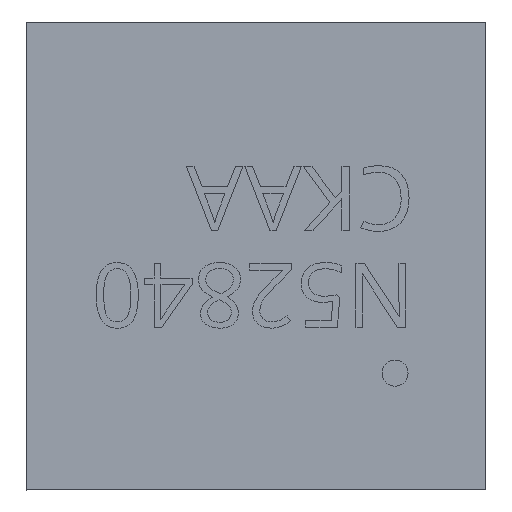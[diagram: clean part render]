
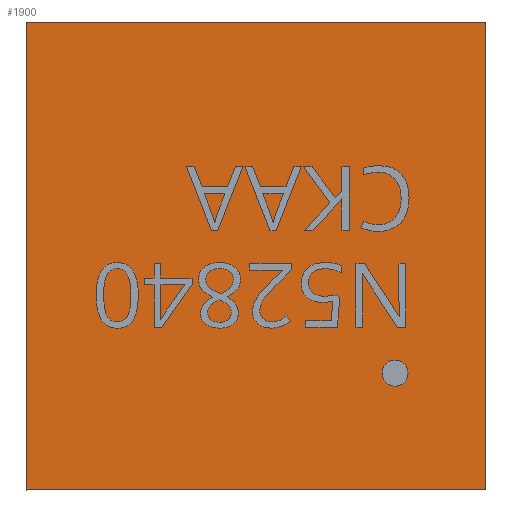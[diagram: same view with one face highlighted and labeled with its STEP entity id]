
A CAD part, top view. The second image highlights one B-rep face of the part: STEP entity #1900.
In plain terms, the highlighted planar face has unit normal (0, 0, 1).
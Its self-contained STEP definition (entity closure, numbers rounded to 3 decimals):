
#159 = VERTEX_POINT ( 'NONE', #10497 ) ;
#274 = LINE ( 'NONE', #2183, #1430 ) ;
#791 = EDGE_CURVE ( 'NONE', #10116, #12239, #3316, .T. ) ;
#1430 = VECTOR ( 'NONE', #9805, 1000. ) ;
#1900 = ADVANCED_FACE ( 'NONE', ( #5775 ), #9771, .T. ) ;
#2183 = CARTESIAN_POINT ( 'NONE',  ( 0., -1.803, 0.473 ) ) ;
#2335 = DIRECTION ( 'NONE',  ( 1., 0., 0. ) ) ;
#2803 = LINE ( 'NONE', #4784, #9205 ) ;
#3316 = LINE ( 'NONE', #11058, #9885 ) ;
#4094 = VECTOR ( 'NONE', #2335, 1000. ) ;
#4236 = VERTEX_POINT ( 'NONE', #11445 ) ;
#4357 = CARTESIAN_POINT ( 'NONE',  ( -1.772, -1.803, 0.473 ) ) ;
#4436 = CARTESIAN_POINT ( 'NONE',  ( 0., 1.803, 0.473 ) ) ;
#4784 = CARTESIAN_POINT ( 'NONE',  ( 1.772, 0., 0.473 ) ) ;
#4919 = EDGE_LOOP ( 'NONE', ( #6169, #9926, #8318, #10444 ) ) ;
#5775 = FACE_OUTER_BOUND ( 'NONE', #4919, .T. ) ;
#6169 = ORIENTED_EDGE ( 'NONE', *, *, #11837, .F. ) ;
#6221 = LINE ( 'NONE', #4436, #4094 ) ;
#6887 = EDGE_CURVE ( 'NONE', #12239, #159, #274, .T. ) ;
#6931 = DIRECTION ( 'NONE',  ( 1., 0., 0. ) ) ;
#7025 = AXIS2_PLACEMENT_3D ( 'NONE', #11474, #10781, #6931 ) ;
#7779 = DIRECTION ( 'NONE',  ( 0., -1., 0. ) ) ;
#8318 = ORIENTED_EDGE ( 'NONE', *, *, #6887, .T. ) ;
#9158 = DIRECTION ( 'NONE',  ( 0., -1., 0. ) ) ;
#9205 = VECTOR ( 'NONE', #7779, 1000. ) ;
#9771 = PLANE ( 'NONE',  #7025 ) ;
#9805 = DIRECTION ( 'NONE',  ( 1., 0., 0. ) ) ;
#9819 = EDGE_CURVE ( 'NONE', #4236, #159, #2803, .T. ) ;
#9885 = VECTOR ( 'NONE', #9158, 1000. ) ;
#9926 = ORIENTED_EDGE ( 'NONE', *, *, #791, .T. ) ;
#10116 = VERTEX_POINT ( 'NONE', #10465 ) ;
#10444 = ORIENTED_EDGE ( 'NONE', *, *, #9819, .F. ) ;
#10465 = CARTESIAN_POINT ( 'NONE',  ( -1.772, 1.803, 0.473 ) ) ;
#10497 = CARTESIAN_POINT ( 'NONE',  ( 1.772, -1.803, 0.473 ) ) ;
#10781 = DIRECTION ( 'NONE',  ( 0., 0., 1. ) ) ;
#11058 = CARTESIAN_POINT ( 'NONE',  ( -1.772, 0., 0.473 ) ) ;
#11445 = CARTESIAN_POINT ( 'NONE',  ( 1.772, 1.803, 0.473 ) ) ;
#11474 = CARTESIAN_POINT ( 'NONE',  ( 0., 0., 0.473 ) ) ;
#11837 = EDGE_CURVE ( 'NONE', #10116, #4236, #6221, .T. ) ;
#12239 = VERTEX_POINT ( 'NONE', #4357 ) ;
